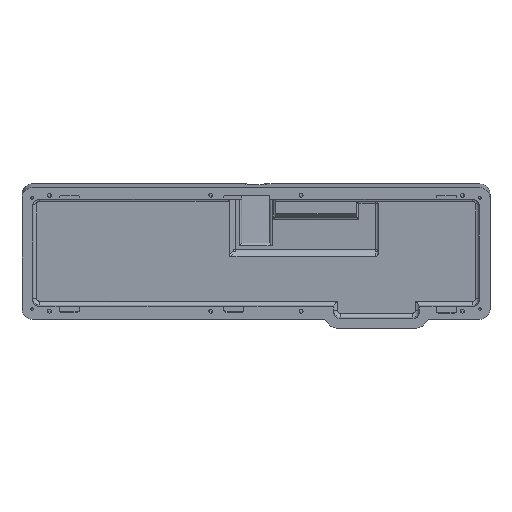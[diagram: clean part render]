
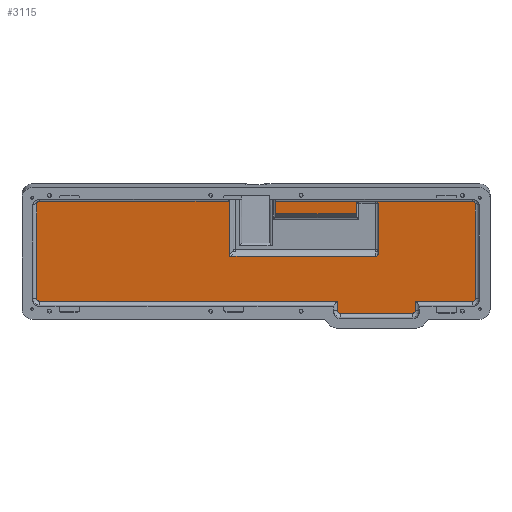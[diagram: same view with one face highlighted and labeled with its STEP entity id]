
A CAD part, top view. The second image highlights one B-rep face of the part: STEP entity #3115.
In plain terms, the highlighted planar face has unit normal (0, -0.122, 0.993).
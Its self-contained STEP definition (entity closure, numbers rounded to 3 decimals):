
#108=CIRCLE('',#3314,2.);
#111=CIRCLE('',#3320,2.);
#121=CIRCLE('',#3350,2.);
#122=CIRCLE('',#3351,2.);
#123=CIRCLE('',#3352,2.);
#124=CIRCLE('',#3353,2.);
#125=CIRCLE('',#3354,2.);
#126=CIRCLE('',#3355,2.);
#242=PLANE('',#3349);
#345=FACE_OUTER_BOUND('',#535,.T.);
#535=EDGE_LOOP('',(#2212,#2213,#2214,#2215,#2216,#2217,#2218,#2219,#2220,
#2221,#2222,#2223,#2224,#2225,#2226,#2227,#2228,#2229,#2230,#2231,#2232,
#2233,#2234,#2235,#2236,#2237));
#721=LINE('',#4539,#1008);
#726=LINE('',#4560,#1013);
#735=LINE('',#4589,#1022);
#742=LINE('',#4614,#1029);
#764=LINE('',#4684,#1051);
#766=LINE('',#4689,#1053);
#773=LINE('',#4707,#1060);
#774=LINE('',#4711,#1061);
#775=LINE('',#4715,#1062);
#776=LINE('',#4717,#1063);
#777=LINE('',#4721,#1064);
#778=LINE('',#4725,#1065);
#779=LINE('',#4727,#1066);
#780=LINE('',#4731,#1067);
#781=LINE('',#4734,#1068);
#782=LINE('',#4735,#1069);
#1008=VECTOR('',#3621,10.);
#1013=VECTOR('',#3644,10.);
#1022=VECTOR('',#3677,10.);
#1029=VECTOR('',#3704,10.);
#1051=VECTOR('',#3762,10.);
#1053=VECTOR('',#3766,10.);
#1060=VECTOR('',#3783,10.);
#1061=VECTOR('',#3786,10.);
#1062=VECTOR('',#3789,10.);
#1063=VECTOR('',#3790,10.);
#1064=VECTOR('',#3793,10.);
#1065=VECTOR('',#3796,10.);
#1066=VECTOR('',#3797,10.);
#1067=VECTOR('',#3800,10.);
#1068=VECTOR('',#3803,10.);
#1069=VECTOR('',#3804,10.);
#1292=ELLIPSE('',#3291,3.464,2.);
#1295=ELLIPSE('',#3296,2.828,2.);
#1313=VERTEX_POINT('',#4525);
#1314=VERTEX_POINT('',#4527);
#1318=VERTEX_POINT('',#4537);
#1320=VERTEX_POINT('',#4542);
#1321=VERTEX_POINT('',#4544);
#1332=VERTEX_POINT('',#4583);
#1333=VERTEX_POINT('',#4585);
#1337=VERTEX_POINT('',#4599);
#1338=VERTEX_POINT('',#4601);
#1341=VERTEX_POINT('',#4613);
#1362=VERTEX_POINT('',#4686);
#1363=VERTEX_POINT('',#4688);
#1369=VERTEX_POINT('',#4706);
#1370=VERTEX_POINT('',#4708);
#1371=VERTEX_POINT('',#4710);
#1372=VERTEX_POINT('',#4712);
#1373=VERTEX_POINT('',#4714);
#1374=VERTEX_POINT('',#4716);
#1375=VERTEX_POINT('',#4718);
#1376=VERTEX_POINT('',#4720);
#1377=VERTEX_POINT('',#4722);
#1378=VERTEX_POINT('',#4724);
#1379=VERTEX_POINT('',#4726);
#1380=VERTEX_POINT('',#4728);
#1381=VERTEX_POINT('',#4730);
#1382=VERTEX_POINT('',#4732);
#1606=EDGE_CURVE('',#1313,#1314,#1292,.T.);
#1612=EDGE_CURVE('',#1318,#1313,#721,.T.);
#1614=EDGE_CURVE('',#1320,#1321,#1295,.T.);
#1622=EDGE_CURVE('',#1314,#1320,#726,.T.);
#1635=EDGE_CURVE('',#1332,#1333,#108,.T.);
#1637=EDGE_CURVE('',#1321,#1332,#735,.T.);
#1643=EDGE_CURVE('',#1337,#1338,#111,.T.);
#1649=EDGE_CURVE('',#1341,#1338,#742,.T.);
#1680=EDGE_CURVE('',#1337,#1333,#764,.T.);
#1682=EDGE_CURVE('',#1363,#1362,#766,.T.);
#1691=EDGE_CURVE('',#1369,#1318,#773,.T.);
#1692=EDGE_CURVE('',#1370,#1369,#121,.T.);
#1693=EDGE_CURVE('',#1371,#1370,#774,.T.);
#1694=EDGE_CURVE('',#1372,#1371,#122,.T.);
#1695=EDGE_CURVE('',#1373,#1372,#775,.T.);
#1696=EDGE_CURVE('',#1374,#1373,#776,.T.);
#1697=EDGE_CURVE('',#1375,#1374,#123,.T.);
#1698=EDGE_CURVE('',#1376,#1375,#777,.T.);
#1699=EDGE_CURVE('',#1377,#1376,#124,.T.);
#1700=EDGE_CURVE('',#1378,#1377,#778,.T.);
#1701=EDGE_CURVE('',#1379,#1378,#779,.T.);
#1702=EDGE_CURVE('',#1380,#1379,#125,.T.);
#1703=EDGE_CURVE('',#1381,#1380,#780,.T.);
#1704=EDGE_CURVE('',#1382,#1381,#126,.T.);
#1705=EDGE_CURVE('',#1363,#1382,#781,.T.);
#1706=EDGE_CURVE('',#1341,#1362,#782,.T.);
#2212=ORIENTED_EDGE('',*,*,#1612,.F.);
#2213=ORIENTED_EDGE('',*,*,#1691,.F.);
#2214=ORIENTED_EDGE('',*,*,#1692,.F.);
#2215=ORIENTED_EDGE('',*,*,#1693,.F.);
#2216=ORIENTED_EDGE('',*,*,#1694,.F.);
#2217=ORIENTED_EDGE('',*,*,#1695,.F.);
#2218=ORIENTED_EDGE('',*,*,#1696,.F.);
#2219=ORIENTED_EDGE('',*,*,#1697,.F.);
#2220=ORIENTED_EDGE('',*,*,#1698,.F.);
#2221=ORIENTED_EDGE('',*,*,#1699,.F.);
#2222=ORIENTED_EDGE('',*,*,#1700,.F.);
#2223=ORIENTED_EDGE('',*,*,#1701,.F.);
#2224=ORIENTED_EDGE('',*,*,#1702,.F.);
#2225=ORIENTED_EDGE('',*,*,#1703,.F.);
#2226=ORIENTED_EDGE('',*,*,#1704,.F.);
#2227=ORIENTED_EDGE('',*,*,#1705,.F.);
#2228=ORIENTED_EDGE('',*,*,#1682,.T.);
#2229=ORIENTED_EDGE('',*,*,#1706,.F.);
#2230=ORIENTED_EDGE('',*,*,#1649,.T.);
#2231=ORIENTED_EDGE('',*,*,#1643,.F.);
#2232=ORIENTED_EDGE('',*,*,#1680,.T.);
#2233=ORIENTED_EDGE('',*,*,#1635,.F.);
#2234=ORIENTED_EDGE('',*,*,#1637,.F.);
#2235=ORIENTED_EDGE('',*,*,#1614,.F.);
#2236=ORIENTED_EDGE('',*,*,#1622,.F.);
#2237=ORIENTED_EDGE('',*,*,#1606,.F.);
#3115=ADVANCED_FACE('',(#345),#242,.F.);
#3291=AXIS2_PLACEMENT_3D('',#4528,#3610,#3611);
#3296=AXIS2_PLACEMENT_3D('',#4545,#3625,#3626);
#3314=AXIS2_PLACEMENT_3D('',#4586,#3672,#3673);
#3320=AXIS2_PLACEMENT_3D('',#4602,#3689,#3690);
#3349=AXIS2_PLACEMENT_3D('',#4705,#3781,#3782);
#3350=AXIS2_PLACEMENT_3D('',#4709,#3784,#3785);
#3351=AXIS2_PLACEMENT_3D('',#4713,#3787,#3788);
#3352=AXIS2_PLACEMENT_3D('',#4719,#3791,#3792);
#3353=AXIS2_PLACEMENT_3D('',#4723,#3794,#3795);
#3354=AXIS2_PLACEMENT_3D('',#4729,#3798,#3799);
#3355=AXIS2_PLACEMENT_3D('',#4733,#3801,#3802);
#3610=DIRECTION('center_axis',(0.,-0.122,0.993));
#3611=DIRECTION('ref_axis',(-0.707,-0.702,-0.086));
#3621=DIRECTION('',(0.,-0.993,-0.122));
#3625=DIRECTION('center_axis',(0.,-0.122,0.993));
#3626=DIRECTION('ref_axis',(0.,-0.993,-0.122));
#3644=DIRECTION('',(1.,0.,0.));
#3672=DIRECTION('center_axis',(0.,-0.122,0.993));
#3673=DIRECTION('ref_axis',(0.707,0.702,0.086));
#3677=DIRECTION('',(0.,0.993,0.122));
#3689=DIRECTION('center_axis',(0.,-0.122,0.993));
#3690=DIRECTION('ref_axis',(-0.707,0.702,0.086));
#3704=DIRECTION('',(0.,0.993,0.122));
#3762=DIRECTION('',(1.,0.,0.));
#3766=DIRECTION('',(0.,-0.993,-0.122));
#3781=DIRECTION('center_axis',(0.,0.122,-0.993));
#3782=DIRECTION('ref_axis',(-1.,0.,0.));
#3783=DIRECTION('',(1.,0.,0.));
#3784=DIRECTION('center_axis',(0.,0.122,-0.993));
#3785=DIRECTION('ref_axis',(-0.707,0.702,0.086));
#3786=DIRECTION('',(0.,0.993,0.122));
#3787=DIRECTION('center_axis',(0.,0.122,-0.993));
#3788=DIRECTION('ref_axis',(-0.707,-0.702,-0.086));
#3789=DIRECTION('',(-1.,0.001,0.));
#3790=DIRECTION('',(0.,0.993,0.122));
#3791=DIRECTION('center_axis',(0.,0.122,-0.993));
#3792=DIRECTION('ref_axis',(-0.707,-0.702,-0.086));
#3793=DIRECTION('',(-1.,-0.001,0.));
#3794=DIRECTION('center_axis',(0.,0.122,-0.993));
#3795=DIRECTION('ref_axis',(0.707,-0.702,-0.086));
#3796=DIRECTION('',(0.,-0.993,-0.122));
#3797=DIRECTION('',(-1.,0.,0.));
#3798=DIRECTION('center_axis',(0.,0.122,-0.993));
#3799=DIRECTION('ref_axis',(0.707,-0.702,-0.086));
#3800=DIRECTION('',(0.,-0.993,-0.122));
#3801=DIRECTION('center_axis',(0.,0.122,-0.993));
#3802=DIRECTION('ref_axis',(0.707,0.702,0.086));
#3803=DIRECTION('',(1.,0.,0.));
#3804=DIRECTION('',(-1.,0.,0.));
#4525=CARTESIAN_POINT('',(-21.077,-1.055,7.583));
#4527=CARTESIAN_POINT('',(-19.662,-2.459,7.411));
#4528=CARTESIAN_POINT('Origin',(-18.248,0.349,7.756));
#4537=CARTESIAN_POINT('',(-21.077,40.955,12.742));
#4539=CARTESIAN_POINT('',(-21.077,0.351,7.756));
#4542=CARTESIAN_POINT('',(94.478,-2.459,7.411));
#4544=CARTESIAN_POINT('',(96.478,0.349,7.756));
#4545=CARTESIAN_POINT('Origin',(94.478,0.349,7.756));
#4560=CARTESIAN_POINT('',(50.579,-2.459,7.411));
#4583=CARTESIAN_POINT('',(96.478,38.901,12.489));
#4585=CARTESIAN_POINT('',(94.478,40.886,12.733));
#4586=CARTESIAN_POINT('Origin',(94.478,38.901,12.489));
#4589=CARTESIAN_POINT('',(96.478,14.201,9.457));
#4599=CARTESIAN_POINT('',(81.21,40.886,12.733));
#4601=CARTESIAN_POINT('',(79.21,38.901,12.489));
#4602=CARTESIAN_POINT('Origin',(81.21,38.901,12.489));
#4613=CARTESIAN_POINT('',(79.21,31.196,11.543));
#4614=CARTESIAN_POINT('',(79.21,20.534,10.234));
#4684=CARTESIAN_POINT('',(49.473,40.886,12.733));
#4686=CARTESIAN_POINT('',(15.54,31.196,11.543));
#4688=CARTESIAN_POINT('',(15.54,40.955,12.742));
#4689=CARTESIAN_POINT('',(15.54,22.058,10.421));
#4705=CARTESIAN_POINT('Origin',(1.681,0.183,7.735));
#4706=CARTESIAN_POINT('',(-170.881,40.955,12.742));
#4707=CARTESIAN_POINT('',(-84.35,40.955,12.742));
#4708=CARTESIAN_POINT('',(-172.881,38.97,12.498));
#4709=CARTESIAN_POINT('Origin',(-170.881,38.97,12.498));
#4710=CARTESIAN_POINT('',(-172.879,-35.608,3.341));
#4711=CARTESIAN_POINT('',(-172.88,-17.467,5.568));
#4712=CARTESIAN_POINT('',(-170.88,-37.593,3.097));
#4713=CARTESIAN_POINT('Origin',(-170.879,-35.607,3.341));
#4714=CARTESIAN_POINT('',(64.411,-37.711,3.083));
#4715=CARTESIAN_POINT('',(31.787,-37.694,3.085));
#4716=CARTESIAN_POINT('',(64.411,-45.141,2.17));
#4717=CARTESIAN_POINT('',(64.411,-22.231,4.983));
#4718=CARTESIAN_POINT('',(66.412,-47.126,1.927));
#4719=CARTESIAN_POINT('Origin',(66.411,-45.141,2.17));
#4720=CARTESIAN_POINT('',(123.812,-47.092,1.931));
#4721=CARTESIAN_POINT('',(62.511,-47.128,1.926));
#4722=CARTESIAN_POINT('',(125.811,-45.107,2.175));
#4723=CARTESIAN_POINT('Origin',(123.811,-45.107,2.175));
#4724=CARTESIAN_POINT('',(125.811,-37.71,3.083));
#4725=CARTESIAN_POINT('',(125.811,-19.756,5.287));
#4726=CARTESIAN_POINT('',(171.031,-37.691,3.085));
#4727=CARTESIAN_POINT('',(86.114,-37.727,3.081));
#4728=CARTESIAN_POINT('',(173.03,-35.706,3.329));
#4729=CARTESIAN_POINT('Origin',(171.03,-35.706,3.329));
#4730=CARTESIAN_POINT('',(173.019,38.97,12.498));
#4731=CARTESIAN_POINT('',(173.022,19.341,10.088));
#4732=CARTESIAN_POINT('',(171.019,40.955,12.742));
#4733=CARTESIAN_POINT('Origin',(171.019,38.97,12.498));
#4734=CARTESIAN_POINT('',(-84.35,40.955,12.742));
#4735=CARTESIAN_POINT('',(8.61,31.196,11.543));
